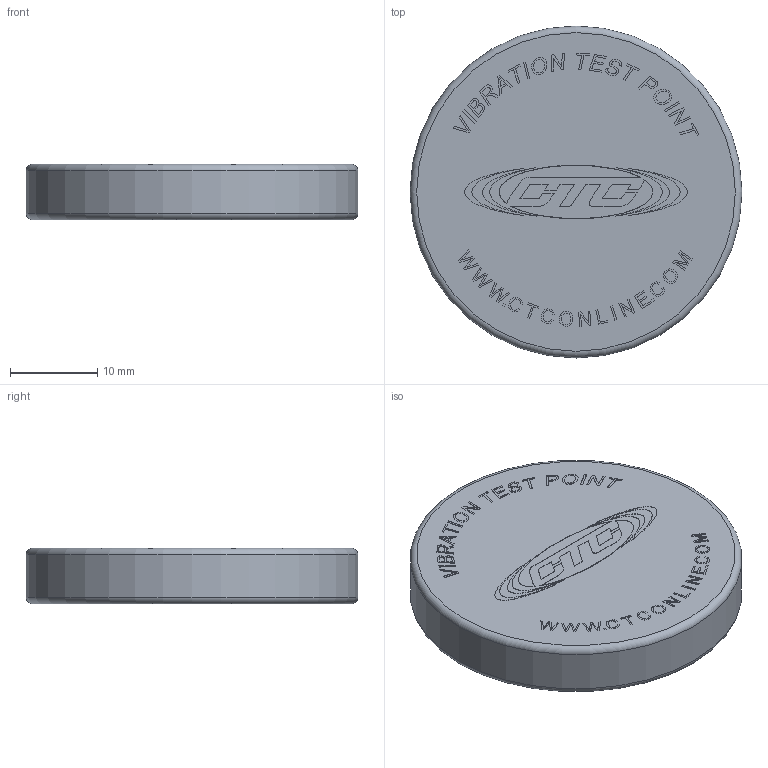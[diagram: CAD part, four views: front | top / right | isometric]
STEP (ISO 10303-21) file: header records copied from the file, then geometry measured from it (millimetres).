
FILE_DESCRIPTION(/* description */ (''),/* implementation_level */ '2;1');
FILE_NAME(/* name */ 'MH150-1A.stp',/* time_stamp */ '2017-05-05T17:37:36-04:00',/* author */ ('aneininger'),/* organization */ ('CONNECTION TECHNOLOGY CENTER'),/* preprocessor_version */ 'ST-DEVELOPER v16.5',/* originating_system */ 'Autodesk Inventor 2017',/* authorisation */ '');
FILE_SCHEMA (('AUTOMOTIVE_DESIGN { 1 0 10303 214 3 1 1 }'));
Length unit declared in the file: inch
Products named in the file (1): MH150-1A
Bounding box: 38.1 x 38.1 x 6.35 mm (x, y, z)
Volume: 8561.9 mm3; surface area: 3806.6 mm2
Topology: 1 solids, 1 shells, 1268 faces, 3645 edges, 2430 vertices
Faces by surface type: plane 1246, cylinder 15, bspline 5, torus 2
Full cylindrical faces by diameter (mm): 38.1 x1
Entity records: 50061 total; most frequent: CARTESIAN_POINT 16666, ORIENTED_EDGE 7284, DIRECTION 6202, EDGE_CURVE 3642, LINE 3598, VECTOR 3598, VERTEX_POINT 2430, EDGE_LOOP 1322
